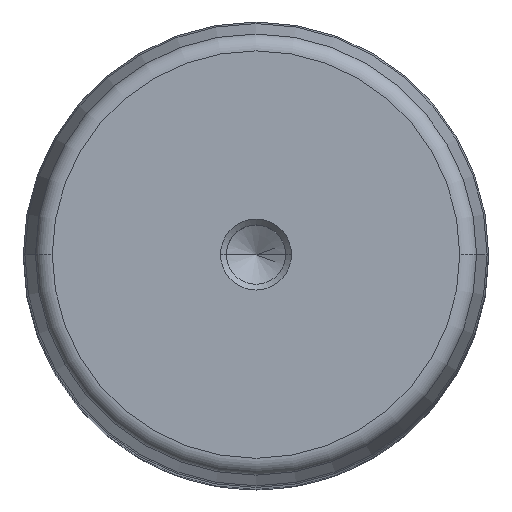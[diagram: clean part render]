
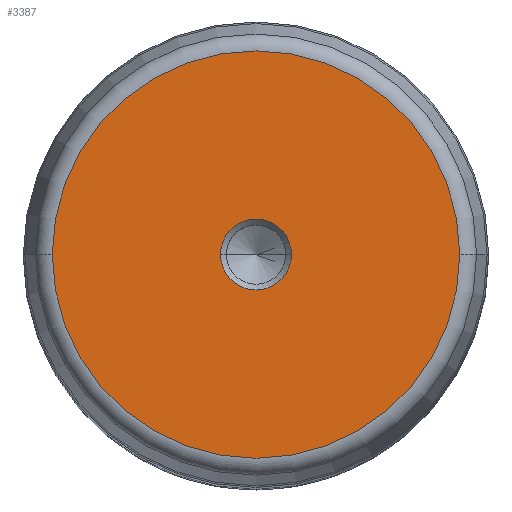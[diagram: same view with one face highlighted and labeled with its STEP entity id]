
A CAD part, top view. The second image highlights one B-rep face of the part: STEP entity #3387.
In plain terms, the highlighted planar face has unit normal (0, 0, 1).
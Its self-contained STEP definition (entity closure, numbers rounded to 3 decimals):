
#54 = AXIS2_PLACEMENT_3D ( 'NONE', #1279, #180, #2641 ) ;
#73 = FACE_BOUND ( 'NONE', #3225, .T. ) ;
#86 = CARTESIAN_POINT ( 'NONE',  ( 35.019, 0., 280. ) ) ;
#94 = CARTESIAN_POINT ( 'NONE',  ( -6.1, 0., 280. ) ) ;
#103 = DIRECTION ( 'NONE',  ( 1., 0., 0. ) ) ;
#132 = DIRECTION ( 'NONE',  ( 0., 0., 1. ) ) ;
#171 = DIRECTION ( 'NONE',  ( 1., 0., 0. ) ) ;
#180 = DIRECTION ( 'NONE',  ( 0., 0., -1. ) ) ;
#215 = VERTEX_POINT ( 'NONE', #94 ) ;
#230 = DIRECTION ( 'NONE',  ( 0., 0., 1. ) ) ;
#279 = CIRCLE ( 'NONE', #1851, 35.019 ) ;
#613 = VERTEX_POINT ( 'NONE', #1759 ) ;
#707 = EDGE_CURVE ( 'NONE', #3041, #613, #2128, .T. ) ;
#772 = EDGE_CURVE ( 'NONE', #786, #215, #2511, .T. ) ;
#786 = VERTEX_POINT ( 'NONE', #2621 ) ;
#796 = AXIS2_PLACEMENT_3D ( 'NONE', #3106, #132, #103 ) ;
#822 = EDGE_LOOP ( 'NONE', ( #3264, #1489 ) ) ;
#832 = ORIENTED_EDGE ( 'NONE', *, *, #1078, .T. ) ;
#941 = CARTESIAN_POINT ( 'NONE',  ( 0., 0., 280. ) ) ;
#1078 = EDGE_CURVE ( 'NONE', #215, #786, #1220, .T. ) ;
#1194 = EDGE_CURVE ( 'NONE', #613, #3041, #279, .T. ) ;
#1220 = CIRCLE ( 'NONE', #54, 6.1 ) ;
#1279 = CARTESIAN_POINT ( 'NONE',  ( 0., 0., 280. ) ) ;
#1300 = AXIS2_PLACEMENT_3D ( 'NONE', #941, #3195, #171 ) ;
#1489 = ORIENTED_EDGE ( 'NONE', *, *, #1194, .T. ) ;
#1684 = CARTESIAN_POINT ( 'NONE',  ( 0., 0., 280. ) ) ;
#1696 = DIRECTION ( 'NONE',  ( 1., 0., 0. ) ) ;
#1759 = CARTESIAN_POINT ( 'NONE',  ( -35.019, 0., 280. ) ) ;
#1851 = AXIS2_PLACEMENT_3D ( 'NONE', #3020, #230, #3301 ) ;
#2073 = AXIS2_PLACEMENT_3D ( 'NONE', #1684, #2526, #1696 ) ;
#2128 = CIRCLE ( 'NONE', #796, 35.019 ) ;
#2511 = CIRCLE ( 'NONE', #1300, 6.1 ) ;
#2526 = DIRECTION ( 'NONE',  ( 0., 0., 1. ) ) ;
#2621 = CARTESIAN_POINT ( 'NONE',  ( 6.1, 0., 280. ) ) ;
#2641 = DIRECTION ( 'NONE',  ( 1., 0., 0. ) ) ;
#3020 = CARTESIAN_POINT ( 'NONE',  ( 0., 0., 280. ) ) ;
#3041 = VERTEX_POINT ( 'NONE', #86 ) ;
#3106 = CARTESIAN_POINT ( 'NONE',  ( 0., 0., 280. ) ) ;
#3195 = DIRECTION ( 'NONE',  ( 0., 0., -1. ) ) ;
#3225 = EDGE_LOOP ( 'NONE', ( #3386, #832 ) ) ;
#3264 = ORIENTED_EDGE ( 'NONE', *, *, #707, .T. ) ;
#3301 = DIRECTION ( 'NONE',  ( 1., 0., 0. ) ) ;
#3356 = PLANE ( 'NONE',  #2073 ) ;
#3386 = ORIENTED_EDGE ( 'NONE', *, *, #772, .T. ) ;
#3387 = ADVANCED_FACE ( 'NONE', ( #3438, #73 ), #3356, .T. ) ;
#3438 = FACE_OUTER_BOUND ( 'NONE', #822, .T. ) ;
